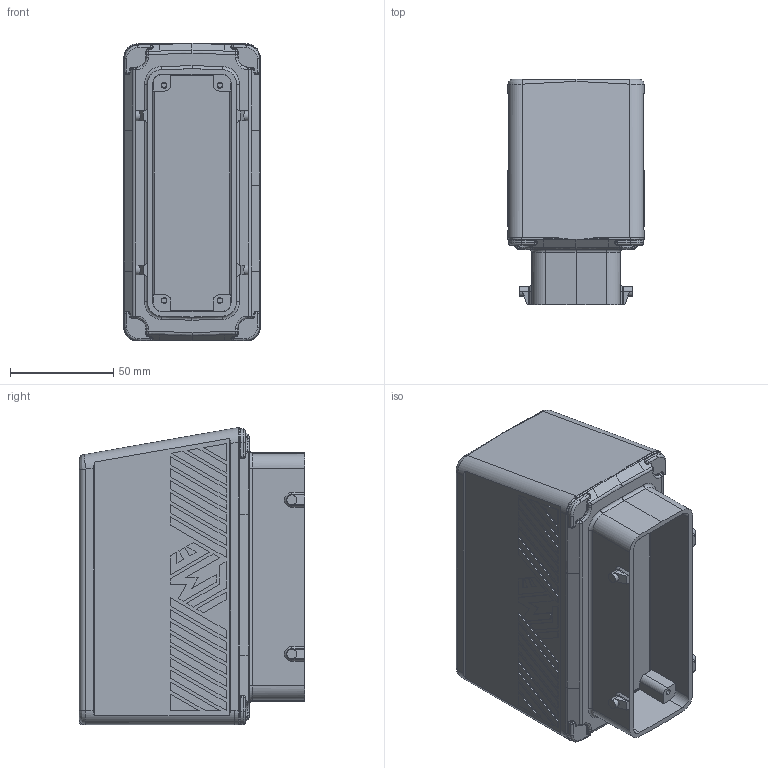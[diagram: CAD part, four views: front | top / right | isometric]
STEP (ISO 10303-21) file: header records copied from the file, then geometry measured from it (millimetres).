
FILE_DESCRIPTION(('CoCreate Modeling STEP Export'),'2;1');
FILE_NAME('CBC24.stp','2011-02-23T14:49:48',(''),(''),'CoCreate Modeling STEP processor for AP214 (Solid Model)','CoCreate Modeling 16.00A 16-Aug-2008 (C) Parametric Technology GmbH','');
FILE_SCHEMA(('AUTOMOTIVE_DESIGN { 1 0 10303 214 1 1 1 1 }'));
Products named in the file (2): 53848
Assembly tree (1 placements, depth 2):
  53848
    53848
Bounding box: 66.01 x 108.97 x 143.75 mm (x, y, z)
Volume: 757151.4 mm3; surface area: 67594 mm2
Topology: 1 solids, 1 shells, 687 faces, 1691 edges, 1050 vertices
Faces by surface type: plane 371, bspline 158, cylinder 112, sphere 12, torus 12, cone 12, extrusion 10
Entity records: 48941 total; most frequent: CARTESIAN_POINT 34080, ORIENTED_EDGE 3374, DIRECTION 2442, EDGE_CURVE 1685, VERTEX_POINT 1050, VECTOR 1046, LINE 1036, EDGE_LOOP 737
